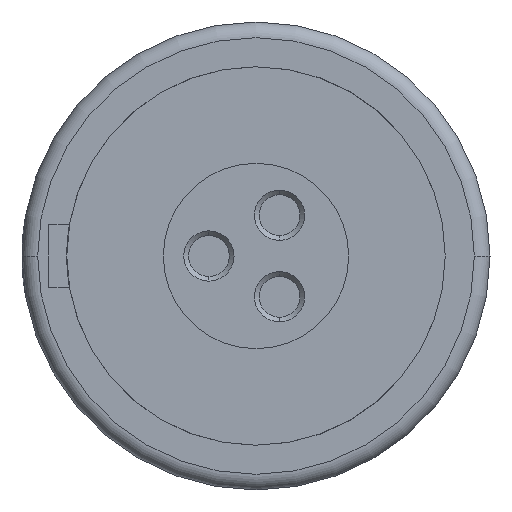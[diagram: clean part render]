
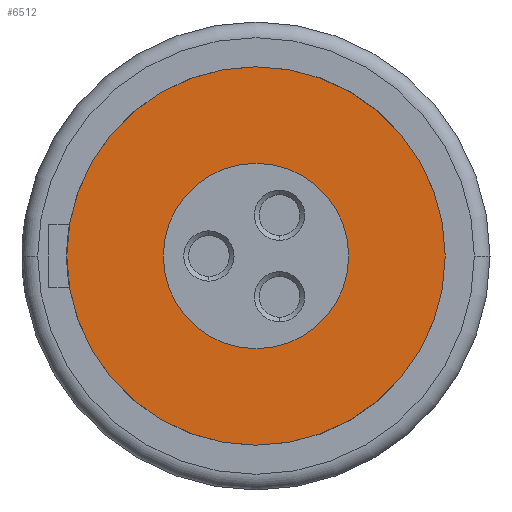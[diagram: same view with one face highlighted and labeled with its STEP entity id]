
A CAD part, left-side view. The second image highlights one B-rep face of the part: STEP entity #6512.
In plain terms, the highlighted planar face has unit normal (-1, 0, 0).
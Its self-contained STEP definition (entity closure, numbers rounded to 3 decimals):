
#3446=CARTESIAN_POINT('',(-1.,0.,0.));
#3447=DIRECTION('',(-1.,0.,0.));
#3448=DIRECTION('',(0.,1.,0.));
#3449=AXIS2_PLACEMENT_3D('',#3446,#3447,#3448);
#3451=CARTESIAN_POINT('',(-1.,0.,0.));
#3452=DIRECTION('',(1.,0.,0.));
#3453=DIRECTION('',(0.,1.,0.));
#3454=AXIS2_PLACEMENT_3D('',#3451,#3452,#3453);
#3456=CARTESIAN_POINT('',(-1.,0.,0.));
#3457=DIRECTION('',(-1.,0.,0.));
#3458=DIRECTION('',(0.,0.,1.));
#3459=AXIS2_PLACEMENT_3D('',#3456,#3457,#3458);
#3461=CARTESIAN_POINT('',(-1.,0.,0.));
#3462=DIRECTION('',(-1.,0.,0.));
#3463=DIRECTION('',(0.,0.,-1.));
#3464=AXIS2_PLACEMENT_3D('',#3461,#3462,#3463);
#3630=CARTESIAN_POINT('',(-1.,0.,-2.95));
#3631=VERTEX_POINT('',#3630);
#3632=CARTESIAN_POINT('',(-1.,0.,2.95));
#3633=VERTEX_POINT('',#3632);
#3796=CARTESIAN_POINT('',(-1.,-6.025,0.));
#3798=VERTEX_POINT('',#3796);
#3803=CARTESIAN_POINT('',(-1.,6.025,0.));
#3804=VERTEX_POINT('',#3803);
#6497=CARTESIAN_POINT('',(-1.,0.,0.));
#6498=DIRECTION('',(1.,0.,0.));
#6499=DIRECTION('',(0.,-1.,0.));
#6500=AXIS2_PLACEMENT_3D('',#6497,#6498,#6499);
#6501=PLANE('',#6500);
#6502=ORIENTED_EDGE('',*,*,#6488,.F.);
#6503=ORIENTED_EDGE('',*,*,#6474,.T.);
#6504=EDGE_LOOP('',(#6502,#6503));
#6505=FACE_OUTER_BOUND('',#6504,.F.);
#6507=ORIENTED_EDGE('',*,*,#6506,.T.);
#6509=ORIENTED_EDGE('',*,*,#6508,.T.);
#6510=EDGE_LOOP('',(#6507,#6509));
#6511=FACE_BOUND('',#6510,.F.);
#6512=ADVANCED_FACE('',(#6505,#6511),#6501,.F.);
#3450=CIRCLE('',#3449,6.025);
#3455=CIRCLE('',#3454,6.025);
#3460=CIRCLE('',#3459,2.95);
#3465=CIRCLE('',#3464,2.95);
#6474=EDGE_CURVE('',#3804,#3798,#3455,.T.);
#6488=EDGE_CURVE('',#3804,#3798,#3450,.T.);
#6506=EDGE_CURVE('',#3633,#3631,#3460,.T.);
#6508=EDGE_CURVE('',#3631,#3633,#3465,.T.);
